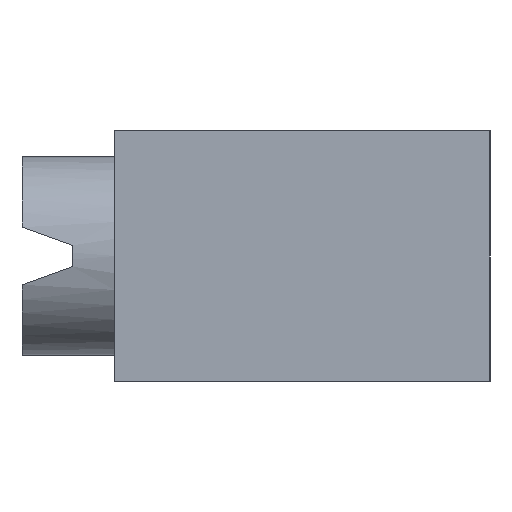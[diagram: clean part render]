
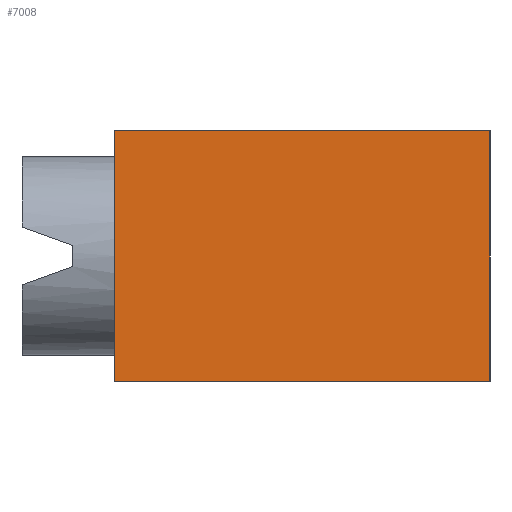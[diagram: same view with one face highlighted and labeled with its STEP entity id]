
A CAD part, left-side view. The second image highlights one B-rep face of the part: STEP entity #7008.
In plain terms, the highlighted planar face has unit normal (-1, 0, 0).
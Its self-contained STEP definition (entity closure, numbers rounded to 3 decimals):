
#79 = VERTEX_POINT ( 'NONE', #1167 ) ;
#1031 = EDGE_LOOP ( 'NONE', ( #6469, #6455, #6495, #6462 ) ) ;
#1167 = CARTESIAN_POINT ( 'NONE',  ( 0., 15., -10. ) ) ;
#1425 = AXIS2_PLACEMENT_3D ( 'NONE', #4231, #4232, #4285 ) ;
#1933 = DIRECTION ( 'NONE',  ( 0., 0., -1. ) ) ;
#1960 = CARTESIAN_POINT ( 'NONE',  ( 0., 0., -10. ) ) ;
#1966 = LINE ( 'NONE', #1960, #2546 ) ;
#2025 = CARTESIAN_POINT ( 'NONE',  ( 0., 15., -10. ) ) ;
#2039 = LINE ( 'NONE', #2025, #2580 ) ;
#2043 = DIRECTION ( 'NONE',  ( 0., 1., 0. ) ) ;
#2044 = CARTESIAN_POINT ( 'NONE',  ( 0., 15., 0. ) ) ;
#2055 = DIRECTION ( 'NONE',  ( 0., 1., 0. ) ) ;
#2060 = LINE ( 'NONE', #2044, #2575 ) ;
#2081 = LINE ( 'NONE', #2098, #2586 ) ;
#2093 = DIRECTION ( 'NONE',  ( 0., 0., -1. ) ) ;
#2098 = CARTESIAN_POINT ( 'NONE',  ( 0., 15., -10. ) ) ;
#2546 = VECTOR ( 'NONE', #1933, 1000. ) ;
#2575 = VECTOR ( 'NONE', #2043, 1000. ) ;
#2580 = VECTOR ( 'NONE', #2055, 1000. ) ;
#2586 = VECTOR ( 'NONE', #2093, 1000. ) ;
#3875 = EDGE_CURVE ( 'NONE', #6535, #6386, #1966, .T. ) ;
#3897 = EDGE_CURVE ( 'NONE', #6386, #79, #2039, .T. ) ;
#3901 = EDGE_CURVE ( 'NONE', #6535, #6539, #2060, .T. ) ;
#3906 = EDGE_CURVE ( 'NONE', #6539, #79, #2081, .T. ) ;
#4222 = PLANE ( 'NONE',  #1425 ) ;
#4223 = FACE_OUTER_BOUND ( 'NONE', #1031, .T. ) ;
#4231 = CARTESIAN_POINT ( 'NONE',  ( 0., 15., 0. ) ) ;
#4232 = DIRECTION ( 'NONE',  ( 1., 0., 0. ) ) ;
#4285 = DIRECTION ( 'NONE',  ( 0., 0., -1. ) ) ;
#4952 = CARTESIAN_POINT ( 'NONE',  ( 0., 0., -10. ) ) ;
#5015 = CARTESIAN_POINT ( 'NONE',  ( 0., 15., 0. ) ) ;
#5055 = CARTESIAN_POINT ( 'NONE',  ( 0., 0., 0. ) ) ;
#6386 = VERTEX_POINT ( 'NONE', #4952 ) ;
#6455 = ORIENTED_EDGE ( 'NONE', *, *, #3906, .T. ) ;
#6462 = ORIENTED_EDGE ( 'NONE', *, *, #3875, .F. ) ;
#6469 = ORIENTED_EDGE ( 'NONE', *, *, #3901, .T. ) ;
#6495 = ORIENTED_EDGE ( 'NONE', *, *, #3897, .F. ) ;
#6535 = VERTEX_POINT ( 'NONE', #5055 ) ;
#6539 = VERTEX_POINT ( 'NONE', #5015 ) ;
#7008 = ADVANCED_FACE ( 'NONE', ( #4223 ), #4222, .F. ) ;
